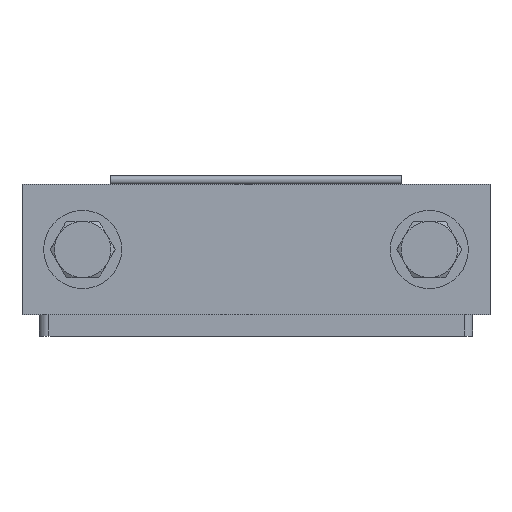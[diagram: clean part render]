
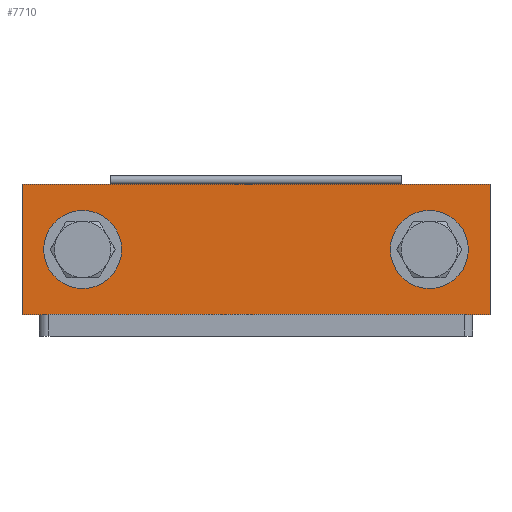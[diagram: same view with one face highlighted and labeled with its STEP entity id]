
A CAD part, front view. The second image highlights one B-rep face of the part: STEP entity #7710.
In plain terms, the highlighted planar face has unit normal (0, -1, 0).
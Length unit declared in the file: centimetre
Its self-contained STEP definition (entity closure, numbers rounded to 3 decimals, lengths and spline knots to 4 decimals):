
#212=FACE_BOUND('',#1439,.T.);
#213=FACE_BOUND('',#1440,.T.);
#965=FACE_OUTER_BOUND('',#1438,.T.);
#1438=EDGE_LOOP('',(#6307,#6308,#6309,#6310,#6311,#6312));
#1439=EDGE_LOOP('',(#6313));
#1440=EDGE_LOOP('',(#6314));
#1830=CIRCLE('',#8375,0.9);
#1840=CIRCLE('',#8402,0.9);
#2231=LINE('',#12098,#2895);
#2246=LINE('',#12137,#2910);
#2265=LINE('',#12176,#2929);
#2269=LINE('',#12185,#2933);
#2271=LINE('',#12189,#2935);
#2272=LINE('',#12190,#2936);
#2895=VECTOR('',#10086,1.);
#2910=VECTOR('',#10125,1.);
#2929=VECTOR('',#10162,1.);
#2933=VECTOR('',#10170,1.);
#2935=VECTOR('',#10174,1.);
#2936=VECTOR('',#10175,1.);
#3526=VERTEX_POINT('',#11899);
#3548=VERTEX_POINT('',#11998);
#3578=VERTEX_POINT('',#12093);
#3579=VERTEX_POINT('',#12097);
#3591=VERTEX_POINT('',#12136);
#3602=VERTEX_POINT('',#12174);
#3604=VERTEX_POINT('',#12182);
#3606=VERTEX_POINT('',#12188);
#4425=EDGE_CURVE('',#3526,#3526,#1830,.T.);
#4461=EDGE_CURVE('',#3548,#3548,#1840,.T.);
#4508=EDGE_CURVE('',#3579,#3578,#2231,.T.);
#4527=EDGE_CURVE('',#3591,#3579,#2246,.T.);
#4548=EDGE_CURVE('',#3578,#3602,#2265,.T.);
#4552=EDGE_CURVE('',#3604,#3602,#2269,.T.);
#4554=EDGE_CURVE('',#3606,#3604,#2271,.T.);
#4555=EDGE_CURVE('',#3606,#3591,#2272,.T.);
#6307=ORIENTED_EDGE('',*,*,#4554,.F.);
#6308=ORIENTED_EDGE('',*,*,#4555,.T.);
#6309=ORIENTED_EDGE('',*,*,#4527,.T.);
#6310=ORIENTED_EDGE('',*,*,#4508,.T.);
#6311=ORIENTED_EDGE('',*,*,#4548,.T.);
#6312=ORIENTED_EDGE('',*,*,#4552,.F.);
#6313=ORIENTED_EDGE('',*,*,#4425,.T.);
#6314=ORIENTED_EDGE('',*,*,#4461,.T.);
#7290=PLANE('',#8460);
#7710=ADVANCED_FACE('',(#965,#212,#213),#7290,.F.);
#8375=AXIS2_PLACEMENT_3D('',#11901,#9916,#9917);
#8402=AXIS2_PLACEMENT_3D('',#12000,#9984,#9985);
#8460=AXIS2_PLACEMENT_3D('',#12187,#10172,#10173);
#9916=DIRECTION('center_axis',(0.,1.,0.));
#9917=DIRECTION('ref_axis',(1.,0.,0.));
#9984=DIRECTION('center_axis',(0.,1.,0.));
#9985=DIRECTION('ref_axis',(-1.,0.,0.));
#10086=DIRECTION('',(1.,0.,0.));
#10125=DIRECTION('',(1.,0.,0.));
#10162=DIRECTION('',(1.,0.,0.));
#10170=DIRECTION('',(0.,0.,-1.));
#10172=DIRECTION('center_axis',(0.,1.,0.));
#10173=DIRECTION('ref_axis',(1.,0.,0.));
#10174=DIRECTION('',(1.,0.,0.));
#10175=DIRECTION('',(0.,0.,-1.));
#11899=CARTESIAN_POINT('',(3.1,-4.925,-1.5));
#11901=CARTESIAN_POINT('Origin',(4.,-4.925,-1.5));
#11998=CARTESIAN_POINT('',(-3.1,-4.925,-1.5));
#12000=CARTESIAN_POINT('Origin',(-4.,-4.925,-1.5));
#12093=CARTESIAN_POINT('',(4.8,-4.925,-3.));
#12097=CARTESIAN_POINT('',(-4.8,-4.925,-3.));
#12098=CARTESIAN_POINT('',(-5.4,-4.925,-3.));
#12136=CARTESIAN_POINT('',(-5.4,-4.925,-3.));
#12137=CARTESIAN_POINT('',(-5.4,-4.925,-3.));
#12174=CARTESIAN_POINT('',(5.4,-4.925,-3.));
#12176=CARTESIAN_POINT('',(-5.4,-4.925,-3.));
#12182=CARTESIAN_POINT('',(5.4,-4.925,0.));
#12185=CARTESIAN_POINT('',(5.4,-4.925,0.));
#12187=CARTESIAN_POINT('Origin',(-5.4,-4.925,0.));
#12188=CARTESIAN_POINT('',(-5.4,-4.925,0.));
#12189=CARTESIAN_POINT('',(-5.4,-4.925,0.));
#12190=CARTESIAN_POINT('',(-5.4,-4.925,0.));
